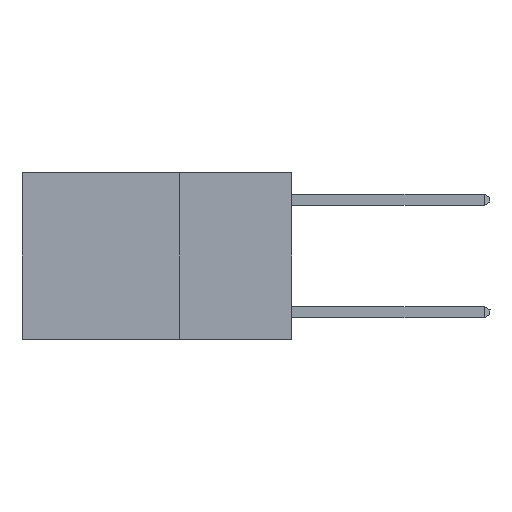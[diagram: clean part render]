
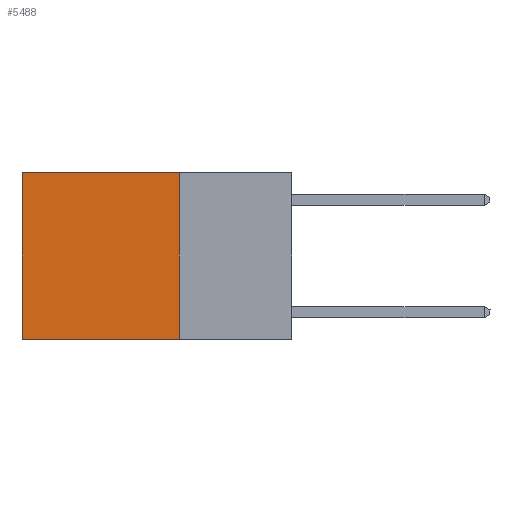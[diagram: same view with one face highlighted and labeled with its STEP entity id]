
A CAD part, left-side view. The second image highlights one B-rep face of the part: STEP entity #5488.
In plain terms, the highlighted planar face has unit normal (-1, 0, 0).
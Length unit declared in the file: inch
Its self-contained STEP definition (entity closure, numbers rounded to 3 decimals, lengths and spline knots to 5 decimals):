
#798 = CARTESIAN_POINT ( 'NONE',  ( 0.2625, 0.6, 0. ) ) ;
#813 = VERTEX_POINT ( 'NONE', #17317 ) ;
#1204 = CARTESIAN_POINT ( 'NONE',  ( 0.2625, 0.25, 0. ) ) ;
#1784 = AXIS2_PLACEMENT_3D ( 'NONE', #1204, #15758, #7196 ) ;
#2505 = LINE ( 'NONE', #15584, #6469 ) ;
#3375 = CARTESIAN_POINT ( 'NONE',  ( 0.2625, 0.6, 0. ) ) ;
#4131 = PLANE ( 'NONE',  #1784 ) ;
#4219 = VERTEX_POINT ( 'NONE', #798 ) ;
#5488 = ADVANCED_FACE ( 'NONE', ( #17412 ), #4131, .F. ) ;
#6312 = EDGE_CURVE ( 'NONE', #813, #4219, #2505, .T. ) ;
#6469 = VECTOR ( 'NONE', #10020, 39.37008 ) ;
#7196 = DIRECTION ( 'NONE',  ( 0., 0., -1. ) ) ;
#7430 = CARTESIAN_POINT ( 'NONE',  ( 0.2625, 0.25, -0.37 ) ) ;
#7907 = EDGE_LOOP ( 'NONE', ( #16587, #16750, #17815, #13657 ) ) ;
#8026 = VERTEX_POINT ( 'NONE', #11507 ) ;
#8193 = EDGE_CURVE ( 'NONE', #813, #8026, #9907, .T. ) ;
#9252 = CARTESIAN_POINT ( 'NONE',  ( 0.2625, 0.6, -0.37 ) ) ;
#9907 = LINE ( 'NONE', #13353, #16872 ) ;
#9953 = LINE ( 'NONE', #3375, #14176 ) ;
#10020 = DIRECTION ( 'NONE',  ( 0., 1., 0. ) ) ;
#10990 = EDGE_CURVE ( 'NONE', #8026, #16912, #15153, .T. ) ;
#11507 = CARTESIAN_POINT ( 'NONE',  ( 0.2625, 0.25, -0.37 ) ) ;
#11893 = DIRECTION ( 'NONE',  ( 0., 1., 0. ) ) ;
#11909 = VECTOR ( 'NONE', #11893, 39.37008 ) ;
#13353 = CARTESIAN_POINT ( 'NONE',  ( 0.2625, 0.25, 0. ) ) ;
#13657 = ORIENTED_EDGE ( 'NONE', *, *, #6312, .T. ) ;
#14176 = VECTOR ( 'NONE', #15067, 39.37008 ) ;
#14750 = DIRECTION ( 'NONE',  ( 0., 0., -1. ) ) ;
#15067 = DIRECTION ( 'NONE',  ( 0., 0., -1. ) ) ;
#15153 = LINE ( 'NONE', #7430, #11909 ) ;
#15584 = CARTESIAN_POINT ( 'NONE',  ( 0.2625, 0.25, 0. ) ) ;
#15758 = DIRECTION ( 'NONE',  ( 1., 0., 0. ) ) ;
#16587 = ORIENTED_EDGE ( 'NONE', *, *, #17003, .T. ) ;
#16750 = ORIENTED_EDGE ( 'NONE', *, *, #10990, .F. ) ;
#16872 = VECTOR ( 'NONE', #14750, 39.37008 ) ;
#16912 = VERTEX_POINT ( 'NONE', #9252 ) ;
#17003 = EDGE_CURVE ( 'NONE', #4219, #16912, #9953, .T. ) ;
#17317 = CARTESIAN_POINT ( 'NONE',  ( 0.2625, 0.25, 0. ) ) ;
#17412 = FACE_OUTER_BOUND ( 'NONE', #7907, .T. ) ;
#17815 = ORIENTED_EDGE ( 'NONE', *, *, #8193, .F. ) ;
